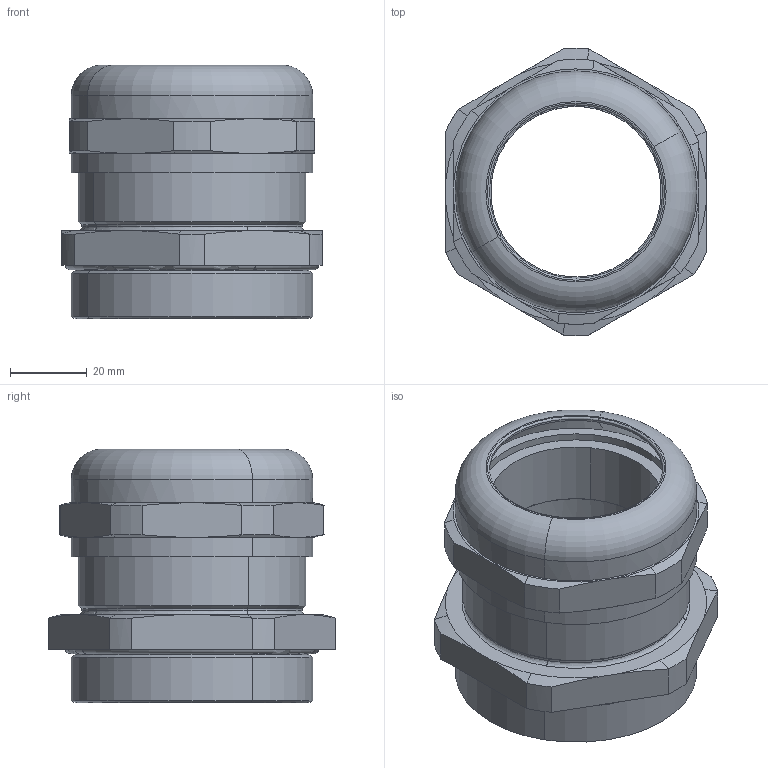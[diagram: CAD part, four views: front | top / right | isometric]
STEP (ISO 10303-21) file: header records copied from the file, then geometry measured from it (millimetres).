
FILE_DESCRIPTION(('CATIA V5 STEP Exchange','CAx-IF Rec.Pracs.--- Model Styling and Organization---1.4--- 2014-01-23'),'2;1');
FILE_NAME ('D1455779_0_1772270000_1772270000.stp','2019-10-07T13:24:58+00:00',('none'),('Weidmueller'),'CATIA Version 5-6 Release 2016 SP3 HF44','CATIA V5 STEP AP214','none');
FILE_SCHEMA(('AUTOMOTIVE_DESIGN { 1 0 10303 214 1 1 1 1 }'));
Length unit declared in the file: millimetre
Products named in the file (1): PG 48 - M63x1.5 MONTAJ
Bounding box: 68 x 75 x 66.16 mm (x, y, z)
Volume: 75509.9 mm3; surface area: 43772.9 mm2
Topology: 1 solids, 2 shells, 136 faces, 320 edges, 198 vertices
Faces by surface type: cone 54, cylinder 40, plane 26, torus 12, bspline 4
Entity records: 4316 total; most frequent: CARTESIAN_POINT 1231, ORIENTED_EDGE 640, DIRECTION 496, EDGE_CURVE 320, AXIS2_PLACEMENT_3D 253, VERTEX_POINT 198, EDGE_LOOP 150, ADVANCED_FACE 136
